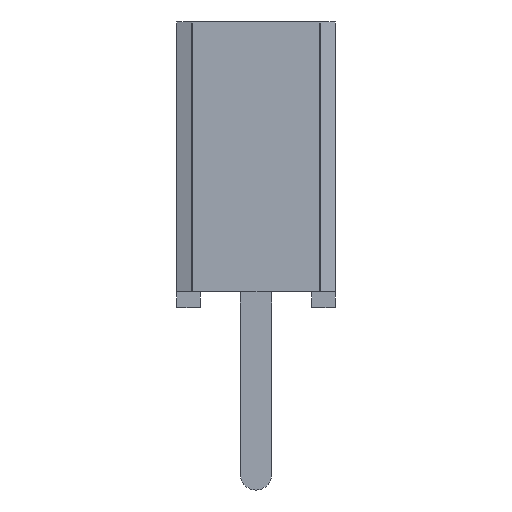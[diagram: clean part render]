
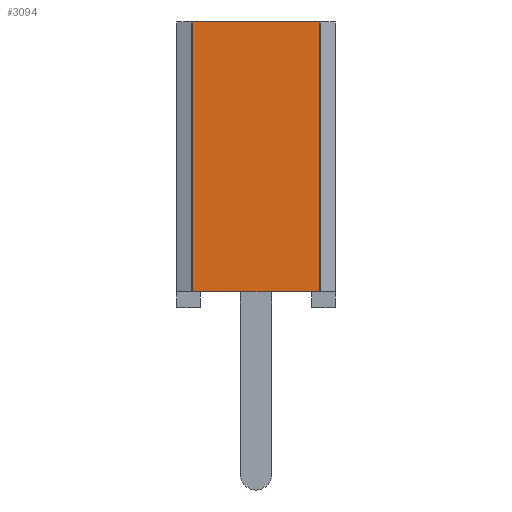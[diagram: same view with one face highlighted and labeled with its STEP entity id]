
A CAD part, left-side view. The second image highlights one B-rep face of the part: STEP entity #3094.
In plain terms, the highlighted planar face has unit normal (-1, 0, 0).
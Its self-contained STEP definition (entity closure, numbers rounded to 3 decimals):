
#3094 = ADVANCED_FACE('',(#3095),#3129,.F.);
#3095 = FACE_BOUND('',#3096,.T.);
#3096 = EDGE_LOOP('',(#3097,#3107,#3115,#3123));
#3097 = ORIENTED_EDGE('',*,*,#3098,.T.);
#3098 = EDGE_CURVE('',#3099,#3101,#3103,.T.);
#3099 = VERTEX_POINT('',#3100);
#3100 = CARTESIAN_POINT('',(-9.004,1.026,4.572));
#3101 = VERTEX_POINT('',#3102);
#3102 = CARTESIAN_POINT('',(-9.004,1.026,0.254));
#3103 = LINE('',#3104,#3105);
#3104 = CARTESIAN_POINT('',(-9.004,1.026,4.572));
#3105 = VECTOR('',#3106,1.);
#3106 = DIRECTION('',(0.,0.,-1.));
#3107 = ORIENTED_EDGE('',*,*,#3108,.T.);
#3108 = EDGE_CURVE('',#3101,#3109,#3111,.T.);
#3109 = VERTEX_POINT('',#3110);
#3110 = CARTESIAN_POINT('',(-9.004,-1.026,0.254));
#3111 = LINE('',#3112,#3113);
#3112 = CARTESIAN_POINT('',(-9.004,0.889,0.254));
#3113 = VECTOR('',#3114,1.);
#3114 = DIRECTION('',(0.,-1.,0.));
#3115 = ORIENTED_EDGE('',*,*,#3116,.T.);
#3116 = EDGE_CURVE('',#3109,#3117,#3119,.T.);
#3117 = VERTEX_POINT('',#3118);
#3118 = CARTESIAN_POINT('',(-9.004,-1.026,4.572));
#3119 = LINE('',#3120,#3121);
#3120 = CARTESIAN_POINT('',(-9.004,-1.026,4.572));
#3121 = VECTOR('',#3122,1.);
#3122 = DIRECTION('',(0.,0.,1.));
#3123 = ORIENTED_EDGE('',*,*,#3124,.F.);
#3124 = EDGE_CURVE('',#3099,#3117,#3125,.T.);
#3125 = LINE('',#3126,#3127);
#3126 = CARTESIAN_POINT('',(-9.004,1.27,4.572));
#3127 = VECTOR('',#3128,1.);
#3128 = DIRECTION('',(0.,-1.,0.));
#3129 = PLANE('',#3130);
#3130 = AXIS2_PLACEMENT_3D('',#3131,#3132,#3133);
#3131 = CARTESIAN_POINT('',(-9.004,1.27,4.572));
#3132 = DIRECTION('',(1.,0.,0.));
#3133 = DIRECTION('',(0.,1.,0.));
